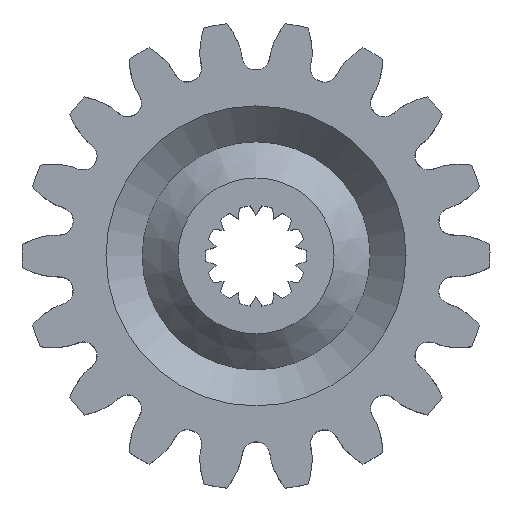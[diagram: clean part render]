
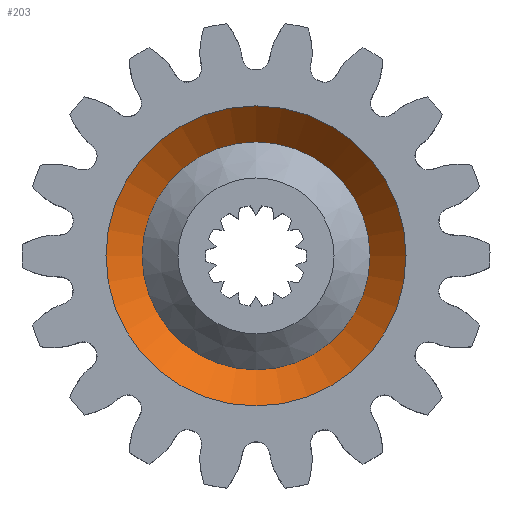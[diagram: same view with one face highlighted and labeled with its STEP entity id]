
A CAD part, top view. The second image highlights one B-rep face of the part: STEP entity #203.
In plain terms, the highlighted conical face has half-angle 45 degrees and reference radius 11 mm.
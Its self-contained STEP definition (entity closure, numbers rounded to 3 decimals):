
#203=ADVANCED_FACE('',(#1229,#1231),#1233,.F.);
#1229=FACE_OUTER_BOUND('',#1230,.T.);
#1230=EDGE_LOOP('',(#4322));
#1231=FACE_OUTER_BOUND('',#1232,.T.);
#1232=EDGE_LOOP('',(#4323));
#1233=CONICAL_SURFACE('',#1234,11.,0.785);
#1234=AXIS2_PLACEMENT_3D('',#1235,#1236,#1237);
#1235=CARTESIAN_POINT('',(0.,0.,5.5));
#1236=DIRECTION('',(0.,0.,1.));
#1237=DIRECTION('',(0.,1.,0.));
#4322=ORIENTED_EDGE('',*,*,#4781,.T.);
#4323=ORIENTED_EDGE('',*,*,#4782,.F.);
#4781=EDGE_CURVE('',#5540,#5540,#5541,.T.);
#4782=EDGE_CURVE('',#5542,#5542,#5543,.T.);
#5540=VERTEX_POINT('',#11199);
#5541=CIRCLE('',#11200,12.5);
#5542=VERTEX_POINT('',#11204);
#5543=CIRCLE('',#11205,9.5);
#11199=CARTESIAN_POINT('',(0.,12.5,7.));
#11200=AXIS2_PLACEMENT_3D('',#11201,#11202,#11203);
#11201=CARTESIAN_POINT('',(0.,0.,7.));
#11202=DIRECTION('',(0.,0.,1.));
#11203=DIRECTION('',(0.,1.,0.));
#11204=CARTESIAN_POINT('',(0.,9.5,4.));
#11205=AXIS2_PLACEMENT_3D('',#11206,#11207,#11208);
#11206=CARTESIAN_POINT('',(0.,0.,4.));
#11207=DIRECTION('',(0.,0.,1.));
#11208=DIRECTION('',(0.,1.,0.));
